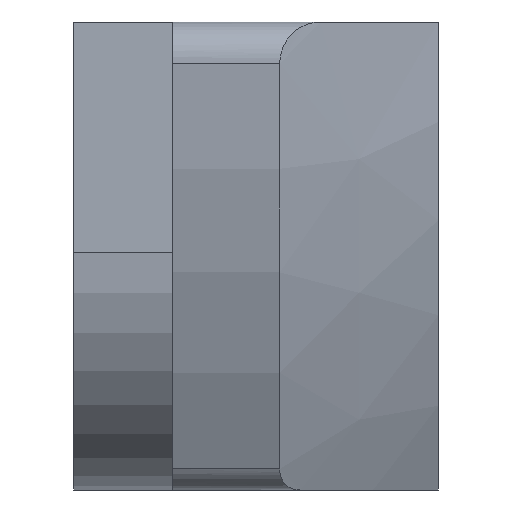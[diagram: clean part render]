
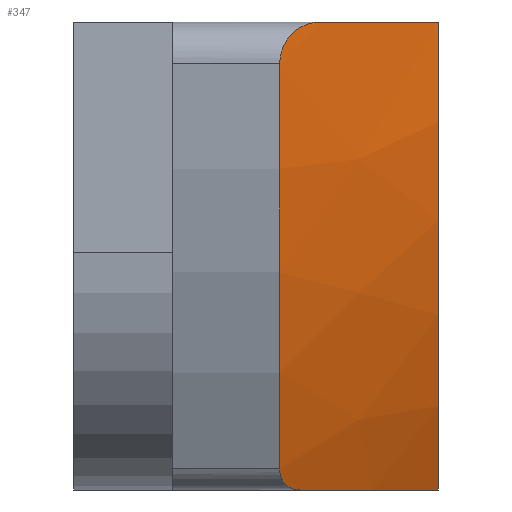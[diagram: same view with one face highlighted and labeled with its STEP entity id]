
A CAD part, left-side view. The second image highlights one B-rep face of the part: STEP entity #347.
In plain terms, the highlighted conical face has half-angle 45 degrees and reference radius 11 mm.
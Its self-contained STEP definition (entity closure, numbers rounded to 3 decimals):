
#26=(
BOUNDED_CURVE()
B_SPLINE_CURVE(2,(#602,#603,#604),.UNSPECIFIED.,.F.,.F.)
B_SPLINE_CURVE_WITH_KNOTS((3,3),(0.392,0.7),
 .UNSPECIFIED.)
CURVE()
GEOMETRIC_REPRESENTATION_ITEM()
RATIONAL_B_SPLINE_CURVE((1.012,1.01,1.))
REPRESENTATION_ITEM('')
);
#28=CONICAL_SURFACE('',#384,11.,0.785);
#33=FACE_OUTER_BOUND('',#52,.T.);
#52=EDGE_LOOP('',(#256,#257,#258,#259,#260,#261));
#71=B_SPLINE_CURVE_WITH_KNOTS('',3,(#572,#573,#574,#575,#576,#577,#578,
#579,#580,#581,#582,#583),.UNSPECIFIED.,.F.,.F.,(4,2,2,2,2,4),(0.273,
0.283,0.294,0.315,0.341,
0.367),.UNSPECIFIED.);
#72=B_SPLINE_CURVE_WITH_KNOTS('',3,(#591,#592,#593,#594,#595,#596,#597,
#598,#599,#600),.UNSPECIFIED.,.F.,.F.,(4,2,2,2,4),(0.402,0.418,
0.44,0.45,0.461),.UNSPECIFIED.);
#82=LINE('',#568,#111);
#111=VECTOR('',#434,10.);
#135=CIRCLE('',#385,12.);
#136=CIRCLE('',#386,10.);
#160=VERTEX_POINT('',#565);
#161=VERTEX_POINT('',#567);
#162=VERTEX_POINT('',#571);
#164=VERTEX_POINT('',#588);
#165=VERTEX_POINT('',#590);
#166=VERTEX_POINT('',#601);
#196=EDGE_CURVE('',#161,#160,#82,.T.);
#198=EDGE_CURVE('',#162,#160,#71,.T.);
#201=EDGE_CURVE('',#162,#164,#135,.T.);
#202=EDGE_CURVE('',#165,#164,#72,.T.);
#203=EDGE_CURVE('',#165,#166,#26,.T.);
#204=EDGE_CURVE('',#166,#161,#136,.T.);
#256=ORIENTED_EDGE('',*,*,#198,.F.);
#257=ORIENTED_EDGE('',*,*,#201,.T.);
#258=ORIENTED_EDGE('',*,*,#202,.F.);
#259=ORIENTED_EDGE('',*,*,#203,.T.);
#260=ORIENTED_EDGE('',*,*,#204,.T.);
#261=ORIENTED_EDGE('',*,*,#196,.T.);
#347=ADVANCED_FACE('',(#33),#28,.T.);
#384=AXIS2_PLACEMENT_3D('',#587,#441,#442);
#385=AXIS2_PLACEMENT_3D('',#589,#443,#444);
#386=AXIS2_PLACEMENT_3D('',#605,#445,#446);
#434=DIRECTION('',(-0.707,0.707,0.));
#441=DIRECTION('center_axis',(0.,1.,0.));
#442=DIRECTION('ref_axis',(-0.871,0.,-0.492));
#443=DIRECTION('center_axis',(0.,-1.,0.));
#444=DIRECTION('ref_axis',(-0.871,0.,-0.492));
#445=DIRECTION('center_axis',(0.,1.,0.));
#446=DIRECTION('ref_axis',(-0.871,0.,-0.492));
#565=CARTESIAN_POINT('',(-4.514,-1.861,2.95));
#567=CARTESIAN_POINT('',(-3.025,-3.35,2.95));
#568=CARTESIAN_POINT('',(-4.025,-2.35,2.95));
#571=CARTESIAN_POINT('',(-5.014,-1.35,2.428));
#572=CARTESIAN_POINT('Ctrl Pts',(-5.014,-1.35,2.428));
#573=CARTESIAN_POINT('Ctrl Pts',(-5.015,-1.35,2.464));
#574=CARTESIAN_POINT('Ctrl Pts',(-5.013,-1.354,2.499));
#575=CARTESIAN_POINT('Ctrl Pts',(-5.001,-1.368,2.569));
#576=CARTESIAN_POINT('Ctrl Pts',(-4.991,-1.379,2.603));
#577=CARTESIAN_POINT('Ctrl Pts',(-4.953,-1.419,2.699));
#578=CARTESIAN_POINT('Ctrl Pts',(-4.915,-1.458,2.754));
#579=CARTESIAN_POINT('Ctrl Pts',(-4.826,-1.548,2.847));
#580=CARTESIAN_POINT('Ctrl Pts',(-4.767,-1.608,2.887));
#581=CARTESIAN_POINT('Ctrl Pts',(-4.641,-1.734,2.938));
#582=CARTESIAN_POINT('Ctrl Pts',(-4.575,-1.8,2.95));
#583=CARTESIAN_POINT('Ctrl Pts',(-4.514,-1.861,2.95));
#587=CARTESIAN_POINT('Origin',(6.975,-2.35,2.95));
#588=CARTESIAN_POINT('',(-3.62,-1.35,-2.685));
#589=CARTESIAN_POINT('Origin',(6.975,-1.35,2.95));
#590=CARTESIAN_POINT('',(-3.178,-1.607,-2.95));
#591=CARTESIAN_POINT('Ctrl Pts',(-3.178,-1.607,-2.95));
#592=CARTESIAN_POINT('Ctrl Pts',(-3.224,-1.568,-2.95));
#593=CARTESIAN_POINT('Ctrl Pts',(-3.27,-1.531,-2.944));
#594=CARTESIAN_POINT('Ctrl Pts',(-3.37,-1.458,-2.915));
#595=CARTESIAN_POINT('Ctrl Pts',(-3.43,-1.419,-2.887));
#596=CARTESIAN_POINT('Ctrl Pts',(-3.512,-1.379,-2.824));
#597=CARTESIAN_POINT('Ctrl Pts',(-3.537,-1.368,-2.8));
#598=CARTESIAN_POINT('Ctrl Pts',(-3.583,-1.354,-2.746));
#599=CARTESIAN_POINT('Ctrl Pts',(-3.603,-1.35,-2.716));
#600=CARTESIAN_POINT('Ctrl Pts',(-3.62,-1.35,-2.685));
#601=CARTESIAN_POINT('',(-1.099,-3.35,-2.95));
#602=CARTESIAN_POINT('Ctrl Pts',(-3.178,-1.607,-2.95));
#603=CARTESIAN_POINT('Ctrl Pts',(-2.055,-2.578,-2.95));
#604=CARTESIAN_POINT('Ctrl Pts',(-1.099,-3.35,-2.95));
#605=CARTESIAN_POINT('Origin',(6.975,-3.35,2.95));
